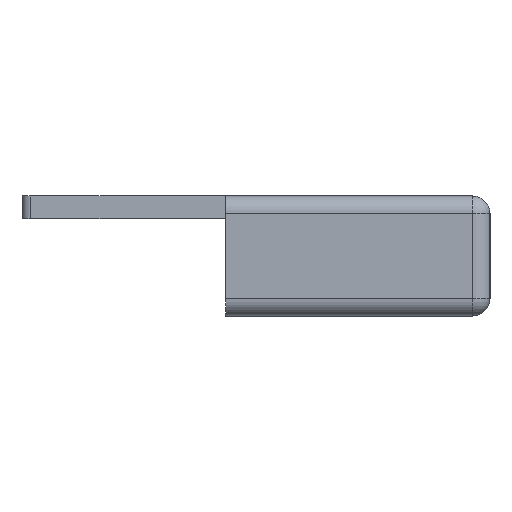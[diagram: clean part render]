
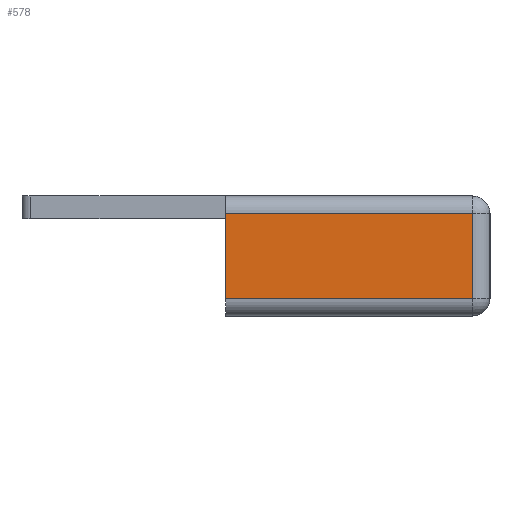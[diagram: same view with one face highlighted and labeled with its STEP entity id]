
A CAD part, left-side view. The second image highlights one B-rep face of the part: STEP entity #578.
In plain terms, the highlighted planar face has unit normal (-1, 0, 0).
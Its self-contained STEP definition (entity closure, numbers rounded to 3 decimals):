
#578=ADVANCED_FACE('',(#966),#967,.F.);
#966=FACE_OUTER_BOUND('',#1285,.T.);
#967=PLANE('',#1286);
#1285=EDGE_LOOP('',(#2073,#2074,#2075,#2076));
#1286=AXIS2_PLACEMENT_3D('',#2077,#2078,#2079);
#2073=ORIENTED_EDGE('',*,*,#2438,.T.);
#2074=ORIENTED_EDGE('',*,*,#2453,.T.);
#2075=ORIENTED_EDGE('',*,*,#2454,.T.);
#2076=ORIENTED_EDGE('',*,*,#2455,.T.);
#2077=CARTESIAN_POINT('',(0.0,7.6,3.45));
#2078=DIRECTION('',(1.0,0.0,0.0));
#2079=DIRECTION('',(0.0,-1.0,0.0));
#2438=EDGE_CURVE('',#2894,#2890,#2895,.T.);
#2453=EDGE_CURVE('',#2890,#2912,#2913,.T.);
#2454=EDGE_CURVE('',#2912,#2914,#2915,.T.);
#2455=EDGE_CURVE('',#2914,#2894,#2916,.T.);
#2890=VERTEX_POINT('',#3502);
#2894=VERTEX_POINT('',#3506);
#2895=LINE('',#3507,#3508);
#2912=VERTEX_POINT('',#3528);
#2913=LINE('',#3529,#3530);
#2914=VERTEX_POINT('',#3531);
#2915=LINE('',#3532,#3533);
#2916=LINE('',#3534,#3535);
#3502=CARTESIAN_POINT('',(0.,1.,5.9));
#3506=CARTESIAN_POINT('',(0.,1.,1.));
#3507=CARTESIAN_POINT('',(0.0,1.,3.45));
#3508=VECTOR('',#3850,1.0);
#3528=CARTESIAN_POINT('',(0.,15.2,5.9));
#3529=CARTESIAN_POINT('',(0.,3.8,5.9));
#3530=VECTOR('',#3872,1.0);
#3531=CARTESIAN_POINT('',(0.0,15.2,1.0));
#3532=CARTESIAN_POINT('',(0.0,15.2,3.45));
#3533=VECTOR('',#3873,1.0);
#3534=CARTESIAN_POINT('',(0.,19.0,1.));
#3535=VECTOR('',#3874,1.0);
#3850=DIRECTION('',(-0.0,0.0,1.0));
#3872=DIRECTION('',(-0.0,1.0,0.0));
#3873=DIRECTION('',(0.0,0.0,-1.0));
#3874=DIRECTION('',(0.0,-1.0,0.0));
